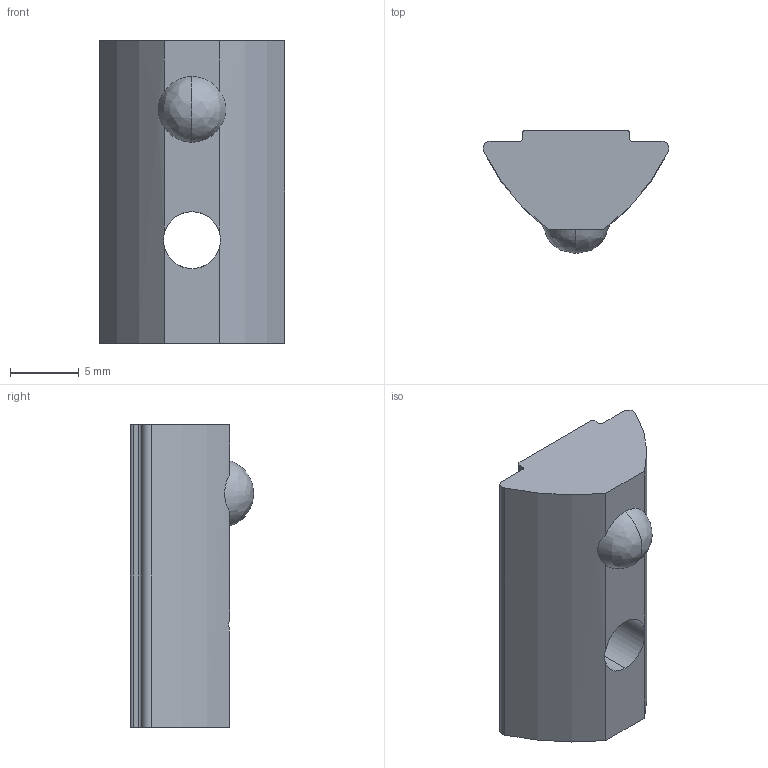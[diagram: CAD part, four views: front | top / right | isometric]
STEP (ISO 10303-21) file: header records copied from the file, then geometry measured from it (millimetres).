
FILE_DESCRIPTION (( 'STEP AP214' ), '1' );
FILE_NAME ('FIXE08E1229-Ecrou 8 St M5 rainuré inox.step', '2023-03-24T10:02:00', ( 'Altae' ), ( '' ), 'SwSTEP 2.0', 'SolidWorks 2021', '' );
FILE_SCHEMA (( 'AUTOMOTIVE_DESIGN' ));
Length unit declared in the file: millimetre
Products named in the file (1): FIXE08E1229-Ecrou 8 St M5 rainuré inox
Bounding box: 13.5 x 8.94 x 22 mm (x, y, z)
Volume: 1457.9 mm3; surface area: 979.3 mm2
Topology: 1 solids, 1 shells, 22 faces, 63 edges, 42 vertices
Faces by surface type: cylinder 10, plane 10, bspline 2
Entity records: 846 total; most frequent: CARTESIAN_POINT 230, ORIENTED_EDGE 126, DIRECTION 120, EDGE_CURVE 63, AXIS2_PLACEMENT_3D 44, VERTEX_POINT 42, VECTOR 32, LINE 32
